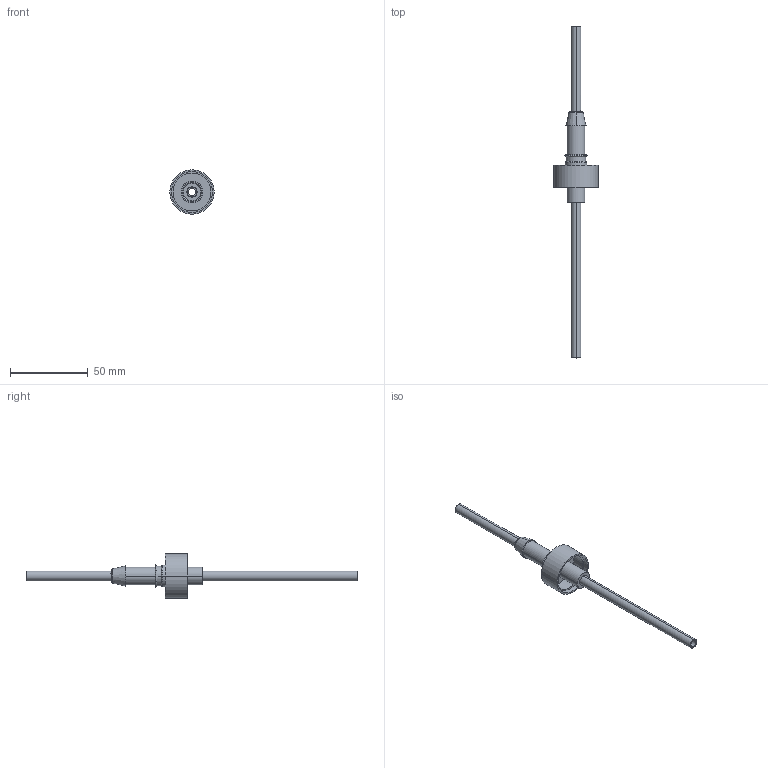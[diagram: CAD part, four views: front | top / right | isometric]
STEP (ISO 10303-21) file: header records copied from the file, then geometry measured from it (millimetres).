
FILE_DESCRIPTION (( 'STEP AP203' ), '1' );
FILE_NAME ('9511000.STEP', '2013-02-06T15:35:00', ( '' ), ( '' ), 'SwSTEP 2.0', 'SolidWorks 2008', '' );
FILE_SCHEMA (( 'CONFIG_CONTROL_DESIGN' ));
Length unit declared in the file: inch
Products named in the file (7): 0062101B; 0061806B; 0267601A; 9511000; 0291154A; 0114001A; 0013617B
Assembly tree (6 placements, depth 2):
  9511000
    0267601A
    0114001A
    0062101B
    0291154A
    0061806B
    0013617B
Bounding box: 28.45 x 213.11 x 28.45 mm (x, y, z)
Volume: 10090.9 mm3; surface area: 15888.3 mm2
Topology: 6 solids, 6 shells, 91 faces, 188 edges, 114 vertices
Faces by surface type: cylinder 32, plane 27, cone 18, torus 14
Entity records: 3201 total; most frequent: DIRECTION 496, CARTESIAN_POINT 414, ORIENTED_EDGE 376, AXIS2_PLACEMENT_3D 212, EDGE_CURVE 188, VERTEX_POINT 114, CIRCLE 112, EDGE_LOOP 108
